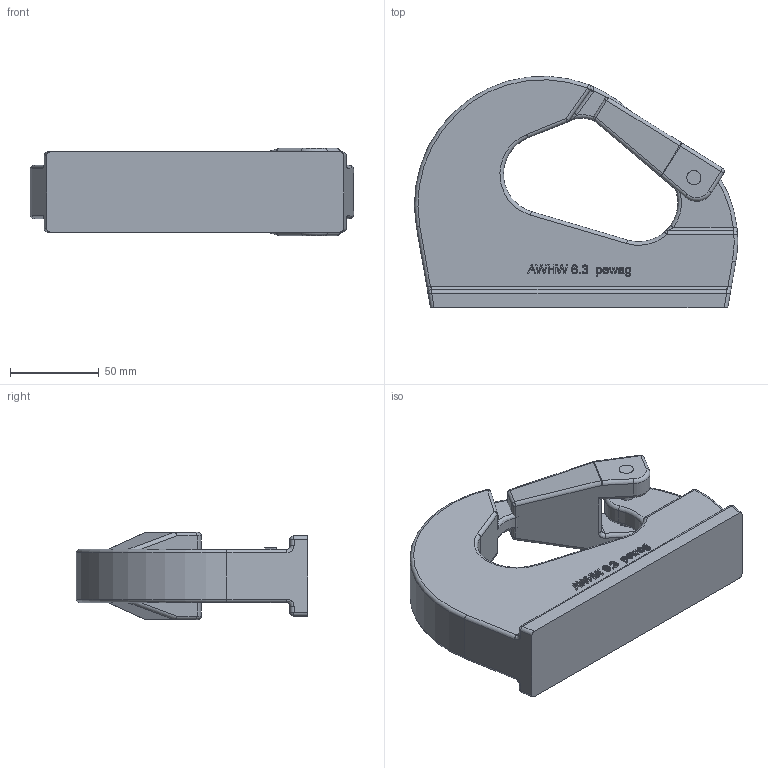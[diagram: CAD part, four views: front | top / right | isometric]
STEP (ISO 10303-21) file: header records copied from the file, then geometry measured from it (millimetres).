
FILE_DESCRIPTION(/* description */ (''),/* implementation_level */ '2;1');
FILE_NAME(/* name */ 'pewag_AWHW_6-3',/* time_stamp */ '2010-02-11T09:30:29+01:00',/* author */ (''),/* organization */ (''),/* preprocessor_version */ 'ST-DEVELOPER v9',/* originating_system */ 'UGS - NX 4.0',/* authorisation */ '');
FILE_SCHEMA (('AUTOMOTIVE_DESIGN { 1 0 10303 214 1 1 1 1 }'));
Length unit declared in the file: millimetre
Products named in the file (1): rit6482nxmz
Bounding box: 181.65 x 129.94 x 49 mm (x, y, z)
Volume: 468026.8 mm3; surface area: 64650.6 mm2
Topology: 3 solids, 3 shells, 390 faces, 990 edges, 598 vertices
Faces by surface type: plane 133, extrusion 108, cylinder 81, sphere 26, torus 25, bspline 17
Full cylindrical faces by diameter (mm): 8 x4
Entity records: 12739 total; most frequent: CARTESIAN_POINT 4057, ORIENTED_EDGE 1914, DIRECTION 1493, EDGE_CURVE 957, VERTEX_POINT 595, VECTOR 531, AXIS2_PLACEMENT_3D 481, B_SPLINE_CURVE_WITH_KNOTS 427
